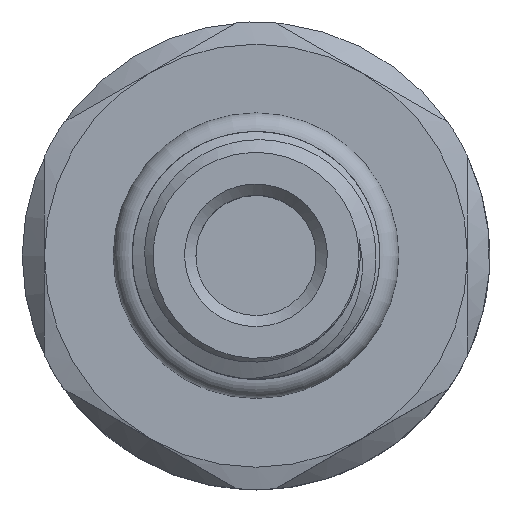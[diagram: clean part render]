
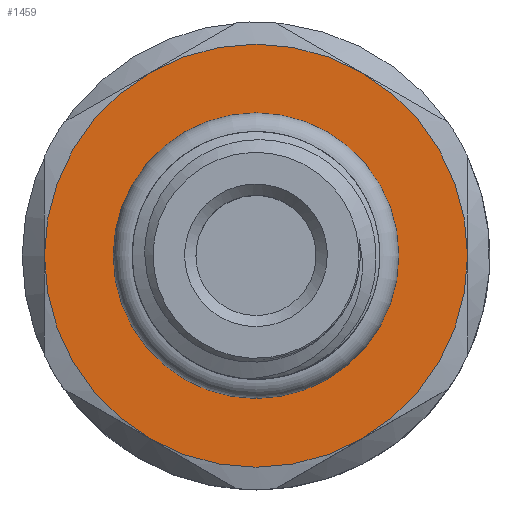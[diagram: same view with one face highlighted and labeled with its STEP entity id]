
A CAD part, top view. The second image highlights one B-rep face of the part: STEP entity #1459.
In plain terms, the highlighted planar face has unit normal (0, 0, 1).
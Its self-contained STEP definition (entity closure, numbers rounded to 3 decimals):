
#223=CARTESIAN_POINT('',(-5.944,40.,42.));
#224=VERTEX_POINT('',#223);
#225=CARTESIAN_POINT('',(5.944,40.,42.));
#226=VERTEX_POINT('',#225);
#227=CARTESIAN_POINT('',(0.,40.,42.));
#228=DIRECTION('',(-1.,0.,0.));
#229=DIRECTION('',(0.,0.,1.));
#230=AXIS2_PLACEMENT_3D('',#227,#229,#228);
#231=CIRCLE('',#230,5.944);
#232=EDGE_CURVE('',#224,#226,#231,.T.);
#260=CARTESIAN_POINT('',(0.,40.,42.));
#261=DIRECTION('',(1.,0.,0.));
#262=DIRECTION('',(0.,0.,1.));
#263=AXIS2_PLACEMENT_3D('',#260,#262,#261);
#264=CIRCLE('',#263,5.944);
#265=EDGE_CURVE('',#226,#224,#264,.T.);
#1394=CARTESIAN_POINT('',(0.,40.,42.));
#1395=DIRECTION('',(-0.906,-0.423,0.));
#1396=DIRECTION('',(-0.,0.,-1.));
#1397=AXIS2_PLACEMENT_3D('',#1394,#1396,#1395);
#1398=PLANE('',#1397);
#1399=CARTESIAN_POINT('',(4.75,48.227,42.));
#1400=VERTEX_POINT('',#1399);
#1401=CARTESIAN_POINT('',(-4.75,48.227,42.));
#1402=VERTEX_POINT('',#1401);
#1403=CARTESIAN_POINT('',(0.,40.,42.));
#1404=DIRECTION('',(0.5,0.866,0.));
#1405=DIRECTION('',(0.,0.,1.));
#1406=AXIS2_PLACEMENT_3D('',#1403,#1405,#1404);
#1407=CIRCLE('',#1406,9.5);
#1408=EDGE_CURVE('',#1400,#1402,#1407,.T.);
#1409=ORIENTED_EDGE('E108',*,*,#1408,.F.);
#1410=CARTESIAN_POINT('',(9.5,40.,42.));
#1411=VERTEX_POINT('',#1410);
#1412=CARTESIAN_POINT('',(0.,40.,42.));
#1413=DIRECTION('',(1.,0.,0.));
#1414=DIRECTION('',(0.,0.,1.));
#1415=AXIS2_PLACEMENT_3D('',#1412,#1414,#1413);
#1416=CIRCLE('',#1415,9.5);
#1417=EDGE_CURVE('',#1411,#1400,#1416,.T.);
#1418=ORIENTED_EDGE('E109',*,*,#1417,.F.);
#1419=CARTESIAN_POINT('',(4.75,31.773,42.));
#1420=VERTEX_POINT('',#1419);
#1421=CARTESIAN_POINT('',(0.,40.,42.));
#1422=DIRECTION('',(0.5,-0.866,0.));
#1423=DIRECTION('',(0.,0.,1.));
#1424=AXIS2_PLACEMENT_3D('',#1421,#1423,#1422);
#1425=CIRCLE('',#1424,9.5);
#1426=EDGE_CURVE('',#1420,#1411,#1425,.T.);
#1427=ORIENTED_EDGE('E110',*,*,#1426,.F.);
#1428=CARTESIAN_POINT('',(-4.75,31.773,42.));
#1429=VERTEX_POINT('',#1428);
#1430=CARTESIAN_POINT('',(0.,40.,42.));
#1431=DIRECTION('',(-0.5,-0.866,0.));
#1432=DIRECTION('',(0.,0.,1.));
#1433=AXIS2_PLACEMENT_3D('',#1430,#1432,#1431);
#1434=CIRCLE('',#1433,9.5);
#1435=EDGE_CURVE('',#1429,#1420,#1434,.T.);
#1436=ORIENTED_EDGE('E111',*,*,#1435,.F.);
#1437=CARTESIAN_POINT('',(-9.5,40.,42.));
#1438=VERTEX_POINT('',#1437);
#1439=CARTESIAN_POINT('',(0.,40.,42.));
#1440=DIRECTION('',(-1.,0.,0.));
#1441=DIRECTION('',(0.,0.,1.));
#1442=AXIS2_PLACEMENT_3D('',#1439,#1441,#1440);
#1443=CIRCLE('',#1442,9.5);
#1444=EDGE_CURVE('',#1438,#1429,#1443,.T.);
#1445=ORIENTED_EDGE('E112',*,*,#1444,.F.);
#1446=CARTESIAN_POINT('',(0.,40.,42.));
#1447=DIRECTION('',(-0.5,0.866,0.));
#1448=DIRECTION('',(0.,0.,1.));
#1449=AXIS2_PLACEMENT_3D('',#1446,#1448,#1447);
#1450=CIRCLE('',#1449,9.5);
#1451=EDGE_CURVE('',#1402,#1438,#1450,.T.);
#1452=ORIENTED_EDGE('E113',*,*,#1451,.F.);
#1453=EDGE_LOOP('',(#1409,#1418,#1427,#1436,#1445,#1452));
#1454=FACE_OUTER_BOUND('',#1453,.F.);
#1455=ORIENTED_EDGE('',*,*,#232,.T.);
#1456=ORIENTED_EDGE('',*,*,#265,.T.);
#1457=EDGE_LOOP('',(#1455,#1456));
#1458=FACE_BOUND('',#1457,.F.);
#1459=ADVANCED_FACE('F37',(#1454,#1458),#1398,.F.);
